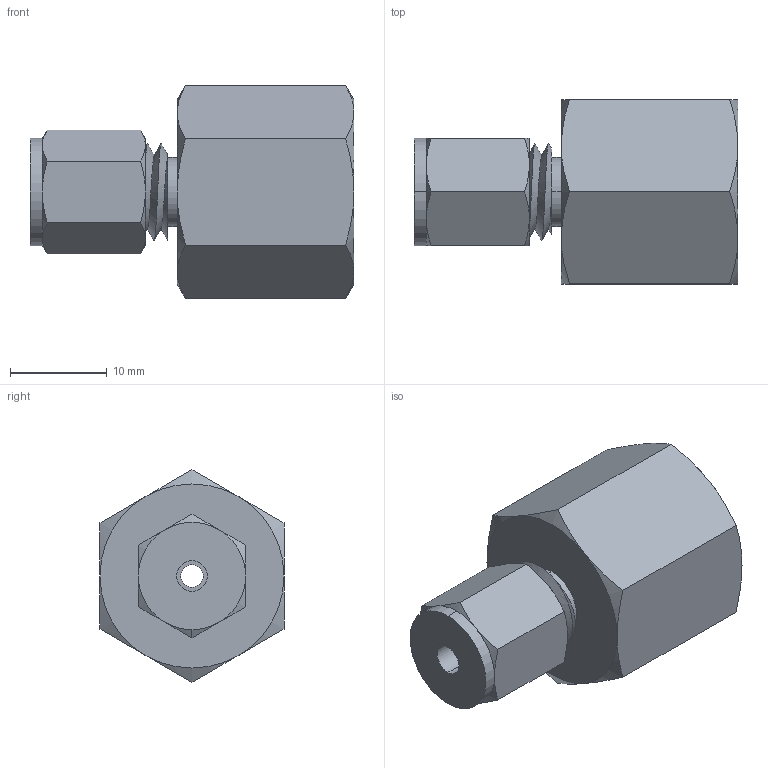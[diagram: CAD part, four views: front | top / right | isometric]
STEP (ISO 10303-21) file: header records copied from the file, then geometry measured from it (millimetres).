
FILE_DESCRIPTION (( 'STEP AP203' ), '1' );
FILE_NAME ('B000FMUFNA.3D.STEP', '2013-01-14T12:11:46', ( '' ), ( '' ), 'SwSTEP 2.0', 'SolidWorks 2010', '' );
FILE_SCHEMA (( 'CONFIG_CONTROL_DESIGN' ));
Length unit declared in the file: millimetre
Products named in the file (1): B000FMUFNA.3D
Bounding box: 33.53 x 19.05 x 22 mm (x, y, z)
Volume: 5631.5 mm3; surface area: 4090 mm2
Topology: 2 solids, 2 shells, 77 faces, 169 edges, 102 vertices
Faces by surface type: cone 34, plane 25, cylinder 14, bspline 4
Entity records: 5751 total; most frequent: CARTESIAN_POINT 4078, ORIENTED_EDGE 338, DIRECTION 316, EDGE_CURVE 169, AXIS2_PLACEMENT_3D 140, VERTEX_POINT 102, EDGE_LOOP 87, FACE_OUTER_BOUND 77
